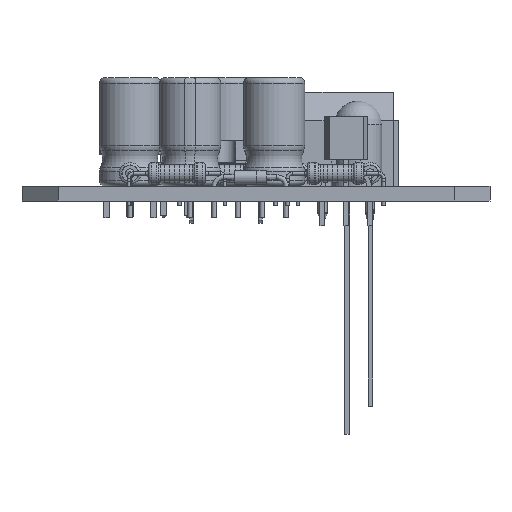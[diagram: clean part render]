
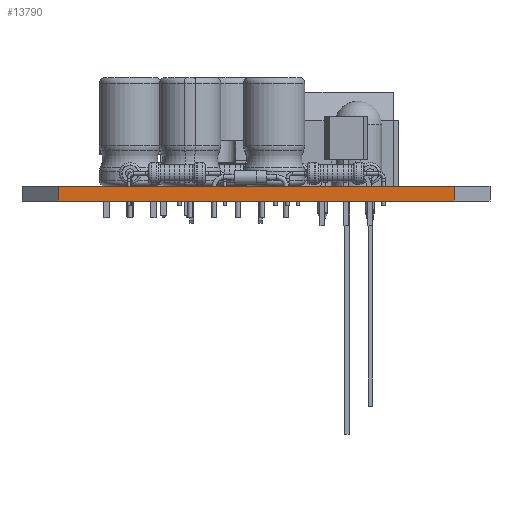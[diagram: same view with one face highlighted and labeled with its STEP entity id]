
A CAD part, front view. The second image highlights one B-rep face of the part: STEP entity #13790.
In plain terms, the highlighted planar face has unit normal (0, -1, 0).
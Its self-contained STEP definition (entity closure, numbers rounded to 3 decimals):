
#536=PLANE('',#14920);
#1102=FACE_OUTER_BOUND('',#1890,.T.);
#1890=EDGE_LOOP('',(#9399,#9400,#9401,#9402));
#2853=LINE('',#20627,#4128);
#2854=LINE('',#20630,#4129);
#2855=LINE('',#20632,#4130);
#2856=LINE('',#20633,#4131);
#4128=VECTOR('',#16553,10.);
#4129=VECTOR('',#16556,10.);
#4130=VECTOR('',#16557,10.);
#4131=VECTOR('',#16558,10.);
#6052=VERTEX_POINT('',#20623);
#6053=VERTEX_POINT('',#20625);
#6054=VERTEX_POINT('',#20629);
#6055=VERTEX_POINT('',#20631);
#7402=EDGE_CURVE('',#6052,#6053,#2853,.T.);
#7403=EDGE_CURVE('',#6054,#6052,#2854,.T.);
#7404=EDGE_CURVE('',#6055,#6053,#2855,.T.);
#7405=EDGE_CURVE('',#6054,#6055,#2856,.T.);
#9399=ORIENTED_EDGE('',*,*,#7403,.T.);
#9400=ORIENTED_EDGE('',*,*,#7402,.T.);
#9401=ORIENTED_EDGE('',*,*,#7404,.F.);
#9402=ORIENTED_EDGE('',*,*,#7405,.F.);
#13790=ADVANCED_FACE('',(#1102),#536,.T.);
#14920=AXIS2_PLACEMENT_3D('',#20628,#16554,#16555);
#16553=DIRECTION('',(0.,0.,1.));
#16554=DIRECTION('center_axis',(0.,-1.,0.));
#16555=DIRECTION('ref_axis',(1.,0.,0.));
#16556=DIRECTION('',(1.,0.,0.));
#16557=DIRECTION('',(1.,0.,0.));
#16558=DIRECTION('',(0.,0.,1.));
#20623=CARTESIAN_POINT('',(45.974,0.508,0.));
#20625=CARTESIAN_POINT('',(45.974,0.508,1.57));
#20627=CARTESIAN_POINT('',(45.974,0.508,0.));
#20628=CARTESIAN_POINT('Origin',(4.064,0.508,0.));
#20629=CARTESIAN_POINT('',(4.064,0.508,0.));
#20630=CARTESIAN_POINT('',(4.064,0.508,0.));
#20631=CARTESIAN_POINT('',(4.064,0.508,1.57));
#20632=CARTESIAN_POINT('',(4.064,0.508,1.57));
#20633=CARTESIAN_POINT('',(4.064,0.508,0.));
